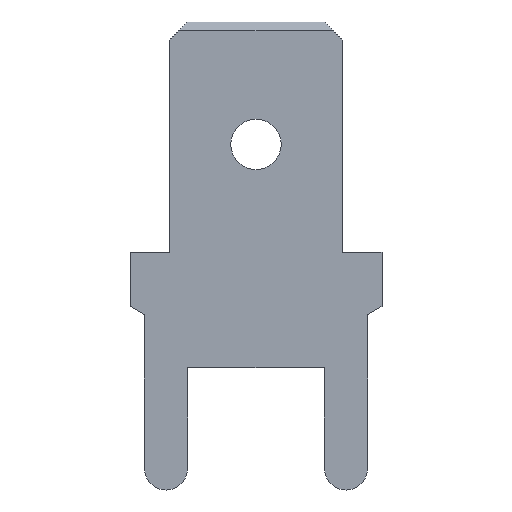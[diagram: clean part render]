
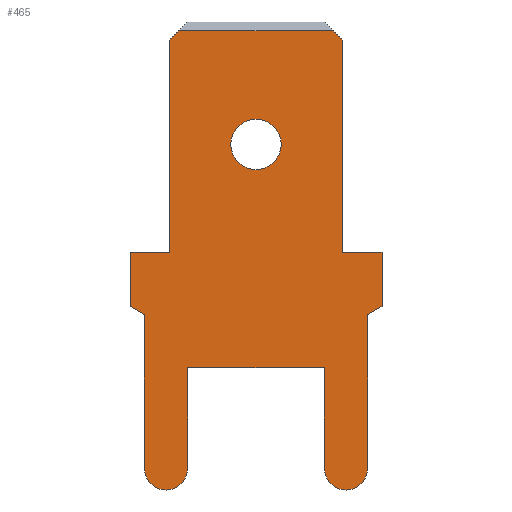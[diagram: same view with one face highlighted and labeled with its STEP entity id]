
A CAD part, front view. The second image highlights one B-rep face of the part: STEP entity #465.
In plain terms, the highlighted planar face has unit normal (0, -1, 0).
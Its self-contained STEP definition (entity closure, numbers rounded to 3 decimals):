
#24=CIRCLE('',#486,0.6);
#27=CIRCLE('',#493,0.7);
#28=CIRCLE('',#497,0.6);
#128=ORIENTED_EDGE('',*,*,#216,.T.);
#129=ORIENTED_EDGE('',*,*,#211,.F.);
#130=ORIENTED_EDGE('',*,*,#172,.T.);
#131=ORIENTED_EDGE('',*,*,#159,.T.);
#132=ORIENTED_EDGE('',*,*,#171,.T.);
#133=ORIENTED_EDGE('',*,*,#180,.F.);
#134=ORIENTED_EDGE('',*,*,#176,.F.);
#135=ORIENTED_EDGE('',*,*,#165,.F.);
#136=ORIENTED_EDGE('',*,*,#207,.F.);
#137=ORIENTED_EDGE('',*,*,#192,.F.);
#138=ORIENTED_EDGE('',*,*,#190,.F.);
#139=ORIENTED_EDGE('',*,*,#186,.F.);
#140=ORIENTED_EDGE('',*,*,#182,.T.);
#141=ORIENTED_EDGE('',*,*,#197,.T.);
#142=ORIENTED_EDGE('',*,*,#200,.T.);
#143=ORIENTED_EDGE('',*,*,#206,.T.);
#144=ORIENTED_EDGE('',*,*,#203,.T.);
#145=ORIENTED_EDGE('',*,*,#217,.F.);
#146=ORIENTED_EDGE('',*,*,#179,.T.);
#159=EDGE_CURVE('',#222,#221,#263,.T.);
#165=EDGE_CURVE('',#227,#228,#24,.T.);
#171=EDGE_CURVE('',#221,#232,#273,.T.);
#172=EDGE_CURVE('',#233,#222,#274,.T.);
#176=EDGE_CURVE('',#228,#236,#278,.T.);
#179=EDGE_CURVE('',#238,#238,#27,.T.);
#180=EDGE_CURVE('',#236,#232,#280,.T.);
#182=EDGE_CURVE('',#239,#240,#282,.T.);
#186=EDGE_CURVE('',#239,#243,#28,.T.);
#190=EDGE_CURVE('',#243,#246,#288,.T.);
#192=EDGE_CURVE('',#246,#247,#290,.T.);
#197=EDGE_CURVE('',#240,#250,#295,.T.);
#200=EDGE_CURVE('',#250,#252,#298,.T.);
#203=EDGE_CURVE('',#256,#255,#301,.T.);
#206=EDGE_CURVE('',#252,#256,#304,.T.);
#207=EDGE_CURVE('',#247,#227,#305,.T.);
#211=EDGE_CURVE('',#233,#257,#309,.T.);
#216=EDGE_CURVE('',#260,#257,#314,.T.);
#217=EDGE_CURVE('',#260,#255,#315,.T.);
#221=VERTEX_POINT('',#637);
#222=VERTEX_POINT('',#639);
#227=VERTEX_POINT('',#652);
#228=VERTEX_POINT('',#653);
#232=VERTEX_POINT('',#663);
#233=VERTEX_POINT('',#667);
#236=VERTEX_POINT('',#675);
#238=VERTEX_POINT('',#681);
#239=VERTEX_POINT('',#687);
#240=VERTEX_POINT('',#688);
#243=VERTEX_POINT('',#696);
#246=VERTEX_POINT('',#704);
#247=VERTEX_POINT('',#708);
#250=VERTEX_POINT('',#716);
#252=VERTEX_POINT('',#722);
#255=VERTEX_POINT('',#729);
#256=VERTEX_POINT('',#731);
#257=VERTEX_POINT('',#744);
#260=VERTEX_POINT('',#751);
#263=LINE('',#638,#319);
#273=LINE('',#664,#329);
#274=LINE('',#666,#330);
#278=LINE('',#674,#334);
#280=LINE('',#683,#336);
#282=LINE('',#686,#338);
#288=LINE('',#703,#344);
#290=LINE('',#707,#346);
#295=LINE('',#717,#351);
#298=LINE('',#723,#354);
#301=LINE('',#730,#357);
#304=LINE('',#735,#360);
#305=LINE('',#737,#361);
#309=LINE('',#743,#365);
#314=LINE('',#753,#370);
#315=LINE('',#755,#371);
#319=VECTOR('',#519,1000.);
#329=VECTOR('',#539,1000.);
#330=VECTOR('',#542,1000.);
#334=VECTOR('',#548,1000.);
#336=VECTOR('',#558,1000.);
#338=VECTOR('',#562,1000.);
#344=VECTOR('',#576,1000.);
#346=VECTOR('',#580,1000.);
#351=VECTOR('',#587,1000.);
#354=VECTOR('',#592,1000.);
#357=VECTOR('',#597,1000.);
#360=VECTOR('',#602,1000.);
#361=VECTOR('',#605,1000.);
#365=VECTOR('',#613,1000.);
#370=VECTOR('',#620,1000.);
#371=VECTOR('',#623,1000.);
#395=EDGE_LOOP('',(#128,#129,#130,#131,#132,#133,#134,#135,#136,#137,#138,
#139,#140,#141,#142,#143,#144,#145));
#396=EDGE_LOOP('',(#146));
#421=FACE_BOUND('',#395,.T.);
#422=FACE_BOUND('',#396,.T.);
#442=PLANE('',#509);
#465=ADVANCED_FACE('',(#421,#422),#442,.F.);
#486=AXIS2_PLACEMENT_3D('',#651,#529,#530);
#493=AXIS2_PLACEMENT_3D('',#680,#554,#555);
#497=AXIS2_PLACEMENT_3D('',#695,#568,#569);
#509=AXIS2_PLACEMENT_3D('',#754,#621,#622);
#519=DIRECTION('',(-1.,0.,0.));
#529=DIRECTION('',(0.,1.,0.));
#530=DIRECTION('',(0.,0.,1.));
#539=DIRECTION('',(0.,0.,-1.));
#542=DIRECTION('',(0.,0.,-1.));
#548=DIRECTION('',(0.,0.,1.));
#554=DIRECTION('',(0.,1.,0.));
#555=DIRECTION('',(0.,0.,1.));
#558=DIRECTION('',(-0.866,0.,0.5));
#562=DIRECTION('',(0.,0.,1.));
#568=DIRECTION('',(0.,1.,0.));
#569=DIRECTION('',(0.,0.,1.));
#576=DIRECTION('',(0.,0.,1.));
#580=DIRECTION('',(-1.,0.,0.));
#587=DIRECTION('',(0.866,0.,0.5));
#592=DIRECTION('',(0.,0.,1.));
#597=DIRECTION('',(0.,0.,1.));
#602=DIRECTION('',(-1.,0.,0.));
#605=DIRECTION('',(0.,0.,-1.));
#613=DIRECTION('',(0.707,0.,0.707));
#620=DIRECTION('',(-1.,0.,0.));
#621=DIRECTION('',(0.,1.,0.));
#622=DIRECTION('',(0.,0.,1.));
#623=DIRECTION('',(0.707,0.,-0.707));
#637=CARTESIAN_POINT('',(-3.5,-0.4,0.));
#638=CARTESIAN_POINT('',(-2.4,-0.4,0.));
#639=CARTESIAN_POINT('',(-2.4,-0.4,0.));
#651=CARTESIAN_POINT('',(-2.5,-0.4,-6.));
#652=CARTESIAN_POINT('',(-1.9,-0.4,-6.));
#653=CARTESIAN_POINT('',(-3.1,-0.4,-6.));
#663=CARTESIAN_POINT('',(-3.5,-0.4,-1.5));
#664=CARTESIAN_POINT('',(-3.5,-0.4,0.));
#666=CARTESIAN_POINT('',(-2.4,-0.4,6.4));
#667=CARTESIAN_POINT('',(-2.4,-0.4,5.9));
#674=CARTESIAN_POINT('',(-3.1,-0.4,0.));
#675=CARTESIAN_POINT('',(-3.1,-0.4,-1.731));
#680=CARTESIAN_POINT('',(0.,-0.4,3.));
#681=CARTESIAN_POINT('',(0.,-0.4,3.7));
#683=CARTESIAN_POINT('',(0.275,-0.4,-3.68));
#686=CARTESIAN_POINT('',(3.1,-0.4,0.));
#687=CARTESIAN_POINT('',(3.1,-0.4,-6.));
#688=CARTESIAN_POINT('',(3.1,-0.4,-1.731));
#695=CARTESIAN_POINT('',(2.5,-0.4,-6.));
#696=CARTESIAN_POINT('',(1.9,-0.4,-6.));
#703=CARTESIAN_POINT('',(1.9,-0.4,0.));
#704=CARTESIAN_POINT('',(1.9,-0.4,-3.2));
#707=CARTESIAN_POINT('',(2.4,-0.4,-3.2));
#708=CARTESIAN_POINT('',(-1.9,-0.4,-3.2));
#716=CARTESIAN_POINT('',(3.5,-0.4,-1.5));
#717=CARTESIAN_POINT('',(3.325,-0.4,-1.601));
#722=CARTESIAN_POINT('',(3.5,-0.4,0.));
#723=CARTESIAN_POINT('',(3.5,-0.4,-6.6));
#729=CARTESIAN_POINT('',(2.4,-0.4,5.9));
#730=CARTESIAN_POINT('',(2.4,-0.4,0.));
#731=CARTESIAN_POINT('',(2.4,-0.4,0.));
#735=CARTESIAN_POINT('',(3.5,-0.4,0.));
#737=CARTESIAN_POINT('',(-1.9,-0.4,0.));
#743=CARTESIAN_POINT('',(-2.4,-0.4,5.9));
#744=CARTESIAN_POINT('',(-2.15,-0.4,6.15));
#751=CARTESIAN_POINT('',(2.15,-0.4,6.15));
#753=CARTESIAN_POINT('',(2.4,-0.4,6.15));
#754=CARTESIAN_POINT('',(2.4,-0.4,0.));
#755=CARTESIAN_POINT('',(1.9,-0.4,6.4));
